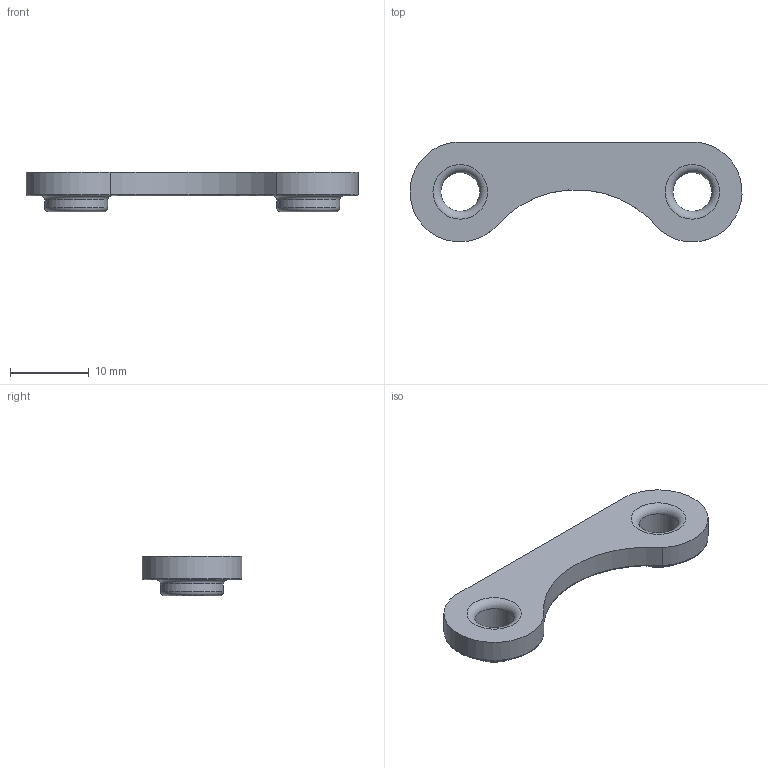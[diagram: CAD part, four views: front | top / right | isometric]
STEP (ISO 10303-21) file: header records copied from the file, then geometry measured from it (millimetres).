
FILE_DESCRIPTION(/* description */ (''),/* implementation_level */ '2;1');
FILE_NAME(/* name */ 'PLNUT40.stp',/* time_stamp */ '2018-01-12T13:18:56+00:00',/* author */ ('paul'),/* organization */ (''),/* preprocessor_version */ 'ST-DEVELOPER v16.13',/* originating_system */ 'Autodesk Inventor 2018',/* authorisation */ '');
FILE_SCHEMA (('AUTOMOTIVE_DESIGN { 1 0 10303 214 3 1 1 }'));
Length unit declared in the file: millimetre
Products named in the file (1): PLNUT40
Bounding box: 42.14 x 12.68 x 5 mm (x, y, z)
Volume: 1167.6 mm3; surface area: 1215.3 mm2
Topology: 1 solids, 1 shells, 24 faces, 50 edges, 30 vertices
Faces by surface type: torus 11, cylinder 8, plane 5
Full cylindrical faces by diameter (mm): 4.917 x2, 8 x2
Entity records: 628 total; most frequent: DIRECTION 111, CARTESIAN_POINT 111, ORIENTED_EDGE 72, AXIS2_PLACEMENT_3D 52, EDGE_LOOP 42, EDGE_CURVE 36, VERTEX_POINT 28, CIRCLE 25
